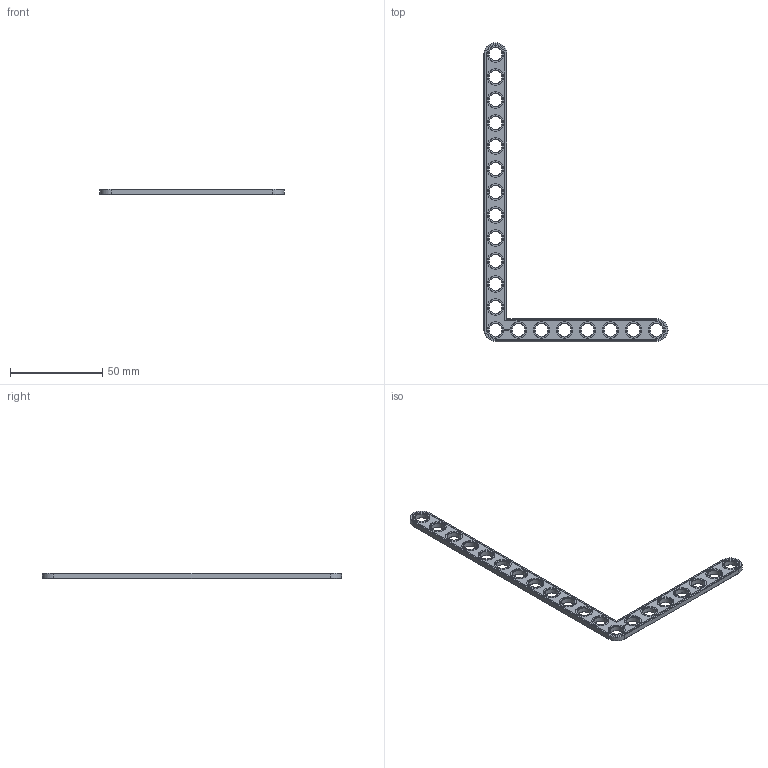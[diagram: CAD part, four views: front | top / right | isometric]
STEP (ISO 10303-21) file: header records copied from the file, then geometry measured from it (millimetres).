
FILE_DESCRIPTION(('FreeCAD Model'),'2;1');
FILE_NAME('Open CASCADE Shape Model','2022-02-09T16:41:01',( 'Paulo Kiefe'),('STEMFIE.org'),'Open CASCADE STEP processor 7.4', 'FreeCAD','Unknown');
FILE_SCHEMA(('AUTOMOTIVE_DESIGN { 1 0 10303 214 1 1 1 1 }'));
Length unit declared in the file: millimetre
Products named in the file (1): Brace_AGD_90_ASYM_ERR_BU08x13x01x00.25_-_SPN-BRC-1097_(stemfie.org)
Bounding box: 100 x 162.5 x 3.12 mm (x, y, z)
Volume: 6903.8 mm3; surface area: 7487.7 mm2
Topology: 1 solids, 1 shells, 622 faces, 1644 edges, 1078 vertices
Faces by surface type: plane 352, extrusion 178, cone 46, cylinder 46
Full cylindrical faces by diameter (mm): 7 x20, 9.2 x20
Entity records: 41886 total; most frequent: CARTESIAN_POINT 10031, DIRECTION 5208, VECTOR 3970, LINE 3792, ORIENTED_EDGE 3288, PCURVE 3288, DEFINITIONAL_REPRESENTATION 3288, EDGE_CURVE 1644
